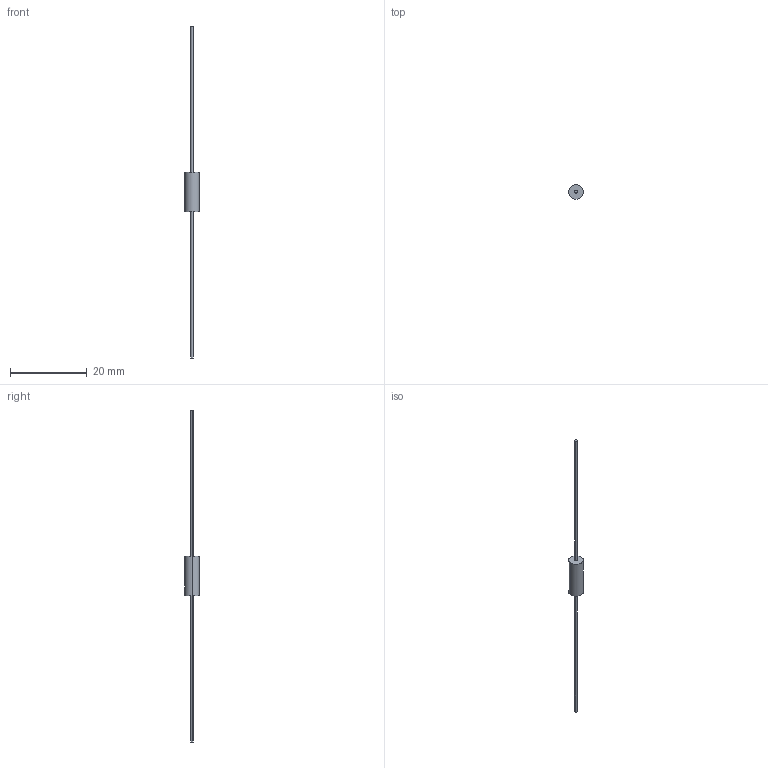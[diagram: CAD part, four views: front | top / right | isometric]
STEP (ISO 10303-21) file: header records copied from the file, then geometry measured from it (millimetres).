
FILE_DESCRIPTION (( 'STEP AP214' ), '1' );
FILE_NAME ('CCA_AXM_C192_D3.81L10.16LL38.1F0.69.STEP', '2017-06-30T14:25:25', ( '' ), ( '' ), 'SwSTEP 2.0', 'SolidWorks 2014', '' );
FILE_SCHEMA (( 'AUTOMOTIVE_DESIGN' ));
Length unit declared in the file: millimetre
Products named in the file (1): CCA_AXM_C192_D3.81L10.16LL38.1F0.69
Bounding box: 3.81 x 3.81 x 86.36 mm (x, y, z)
Volume: 144.3 mm3; surface area: 309.8 mm2
Topology: 1 solids, 1 shells, 66 faces, 177 edges, 118 vertices
Faces by surface type: bspline 31, plane 26, cylinder 9
Entity records: 2902 total; most frequent: CARTESIAN_POINT 856, ORIENTED_EDGE 354, EDGE_CURVE 177, DIRECTION 148, VERTEX_POINT 118, B_SPLINE_CURVE_WITH_KNOTS 113, EDGE_LOOP 71, FACE_OUTER_BOUND 66
